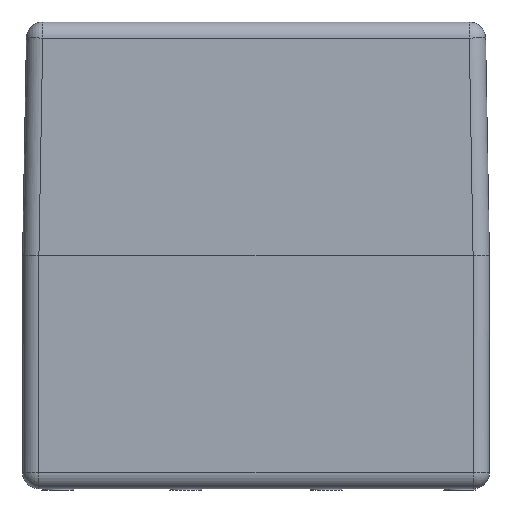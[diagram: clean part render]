
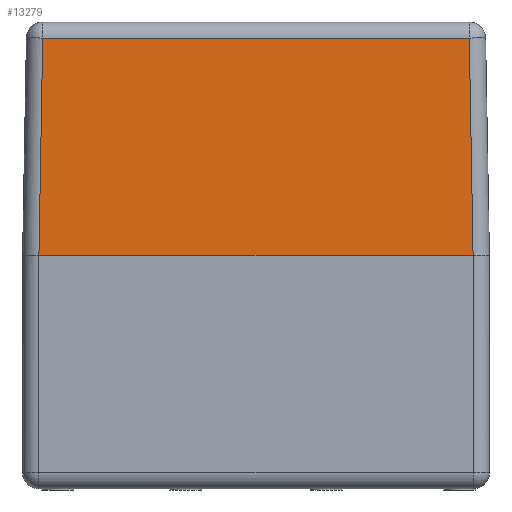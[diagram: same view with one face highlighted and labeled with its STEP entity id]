
A CAD part, left-side view. The second image highlights one B-rep face of the part: STEP entity #13279.
In plain terms, the highlighted planar face has unit normal (-1, 0, 0.018).
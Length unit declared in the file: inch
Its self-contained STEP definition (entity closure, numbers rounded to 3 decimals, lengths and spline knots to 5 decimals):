
#231 = CARTESIAN_POINT ( 'NONE',  ( -1., -0.93001, 0. ) ) ;
#236 = LINE ( 'NONE', #6036, #2059 ) ;
#498 = VERTEX_POINT ( 'NONE', #1544 ) ;
#537 = VECTOR ( 'NONE', #3701, 39.37008 ) ;
#1346 = CARTESIAN_POINT ( 'NONE',  ( -1.00002, -0.93003, -0.00122 ) ) ;
#1544 = CARTESIAN_POINT ( 'NONE',  ( -1., 0.93001, 0. ) ) ;
#1924 = VECTOR ( 'NONE', #7135, 39.37008 ) ;
#2059 = VECTOR ( 'NONE', #11835, 39.37008 ) ;
#2251 = LINE ( 'NONE', #8070, #13013 ) ;
#2665 = CARTESIAN_POINT ( 'NONE',  ( -0.99941, 0.92942, 0.03367 ) ) ;
#3671 = EDGE_LOOP ( 'NONE', ( #18600, #4686, #17357, #8410, #17191, #16484 ) ) ;
#3701 = DIRECTION ( 'NONE',  ( 0., -1., 0. ) ) ;
#4090 = CARTESIAN_POINT ( 'NONE',  ( -1., -1., 0. ) ) ;
#4686 = ORIENTED_EDGE ( 'NONE', *, *, #6024, .T. ) ;
#4719 = DIRECTION ( 'NONE',  ( -1., 0., 0.017 ) ) ;
#6024 = EDGE_CURVE ( 'NONE', #9253, #13620, #14356, .T. ) ;
#6036 = CARTESIAN_POINT ( 'NONE',  ( -1., -1., 0. ) ) ;
#6144 = FACE_OUTER_BOUND ( 'NONE', #3671, .T. ) ;
#6655 = CARTESIAN_POINT ( 'NONE',  ( -0.98375, 0.91376, 0.93122 ) ) ;
#7135 = DIRECTION ( 'NONE',  ( 0.017, 0.017, 1. ) ) ;
#7848 = VERTEX_POINT ( 'NONE', #6655 ) ;
#7955 = EDGE_CURVE ( 'NONE', #14826, #9253, #17125, .T. ) ;
#8070 = CARTESIAN_POINT ( 'NONE',  ( -0.98375, 0.98254, 0.93122 ) ) ;
#8410 = ORIENTED_EDGE ( 'NONE', *, *, #15491, .T. ) ;
#8461 = DIRECTION ( 'NONE',  ( -0.017, 0.017, -1. ) ) ;
#8998 = AXIS2_PLACEMENT_3D ( 'NONE', #17750, #4719, #10518 ) ;
#9253 = VERTEX_POINT ( 'NONE', #231 ) ;
#9889 = DIRECTION ( 'NONE',  ( 0., -1., 0. ) ) ;
#10250 = EDGE_CURVE ( 'NONE', #12318, #14826, #10920, .T. ) ;
#10518 = DIRECTION ( 'NONE',  ( 0.017, 0., 1. ) ) ;
#10920 = LINE ( 'NONE', #16730, #537 ) ;
#11835 = DIRECTION ( 'NONE',  ( 0., -1., 0. ) ) ;
#11949 = PLANE ( 'NONE',  #8998 ) ;
#12318 = VERTEX_POINT ( 'NONE', #13092 ) ;
#13013 = VECTOR ( 'NONE', #13863, 39.37008 ) ;
#13092 = CARTESIAN_POINT ( 'NONE',  ( -1., 0.93, 0. ) ) ;
#13279 = ADVANCED_FACE ( 'NONE', ( #6144 ), #11949, .T. ) ;
#13620 = VERTEX_POINT ( 'NONE', #17638 ) ;
#13863 = DIRECTION ( 'NONE',  ( 0., 1., 0. ) ) ;
#14356 = LINE ( 'NONE', #1346, #1924 ) ;
#14787 = EDGE_CURVE ( 'NONE', #498, #12318, #236, .T. ) ;
#14826 = VERTEX_POINT ( 'NONE', #17733 ) ;
#15491 = EDGE_CURVE ( 'NONE', #7848, #498, #15690, .T. ) ;
#15690 = LINE ( 'NONE', #2665, #17853 ) ;
#15848 = EDGE_CURVE ( 'NONE', #13620, #7848, #2251, .T. ) ;
#16484 = ORIENTED_EDGE ( 'NONE', *, *, #10250, .T. ) ;
#16538 = VECTOR ( 'NONE', #9889, 39.37008 ) ;
#16730 = CARTESIAN_POINT ( 'NONE',  ( -1., -1., 0. ) ) ;
#17125 = LINE ( 'NONE', #4090, #16538 ) ;
#17191 = ORIENTED_EDGE ( 'NONE', *, *, #14787, .T. ) ;
#17357 = ORIENTED_EDGE ( 'NONE', *, *, #15848, .T. ) ;
#17638 = CARTESIAN_POINT ( 'NONE',  ( -0.98375, -0.91376, 0.93122 ) ) ;
#17733 = CARTESIAN_POINT ( 'NONE',  ( -1., -0.93, 0. ) ) ;
#17750 = CARTESIAN_POINT ( 'NONE',  ( -1., -1., 0. ) ) ;
#17853 = VECTOR ( 'NONE', #8461, 39.37008 ) ;
#18600 = ORIENTED_EDGE ( 'NONE', *, *, #7955, .T. ) ;
